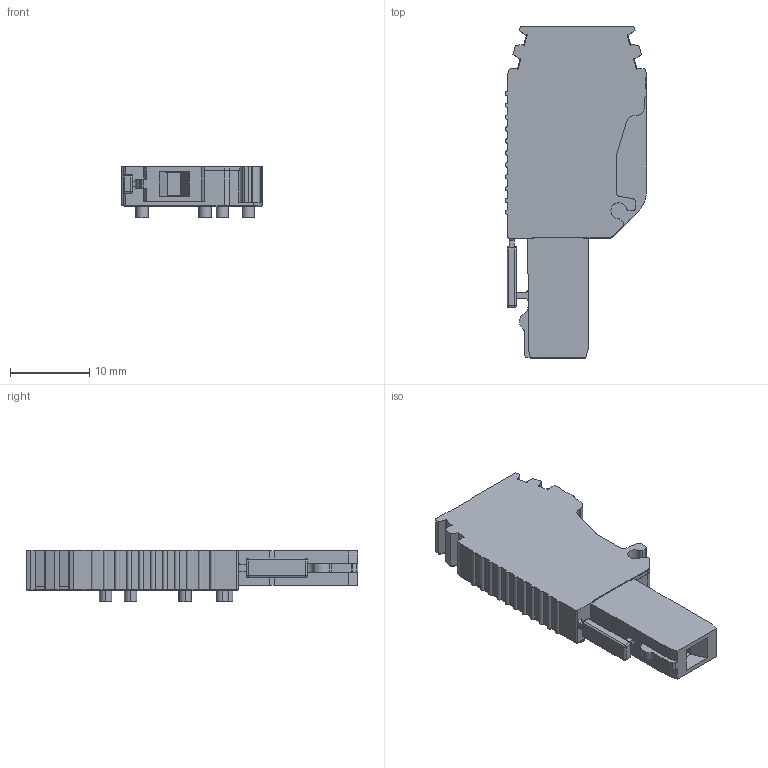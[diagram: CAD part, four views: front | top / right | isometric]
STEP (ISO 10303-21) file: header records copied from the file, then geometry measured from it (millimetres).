
FILE_DESCRIPTION (( 'STEP AP214' ), '1' );
FILE_NAME ('310369_SG_PT 2.5G_1M_Grey.STEP', '2017-10-02T10:10:09', ( '' ), ( '' ), 'SwSTEP 2.0', 'SolidWorks 2017', '' );
FILE_SCHEMA (( 'AUTOMOTIVE_DESIGN' ));
Length unit declared in the file: millimetre
Products named in the file (1): 310369_SG_PT 2.5G_1M_Grey
Bounding box: 17.82 x 41.9 x 6.55 mm (x, y, z)
Volume: 2607.3 mm3; surface area: 1921.7 mm2
Topology: 1 solids, 2 shells, 297 faces, 817 edges, 526 vertices
Faces by surface type: plane 207, cylinder 82, sphere 8
Entity records: 9341 total; most frequent: CARTESIAN_POINT 1639, ORIENTED_EDGE 1618, DIRECTION 1569, EDGE_CURVE 809, VECTOR 641, LINE 641, VERTEX_POINT 526, AXIS2_PLACEMENT_3D 464
